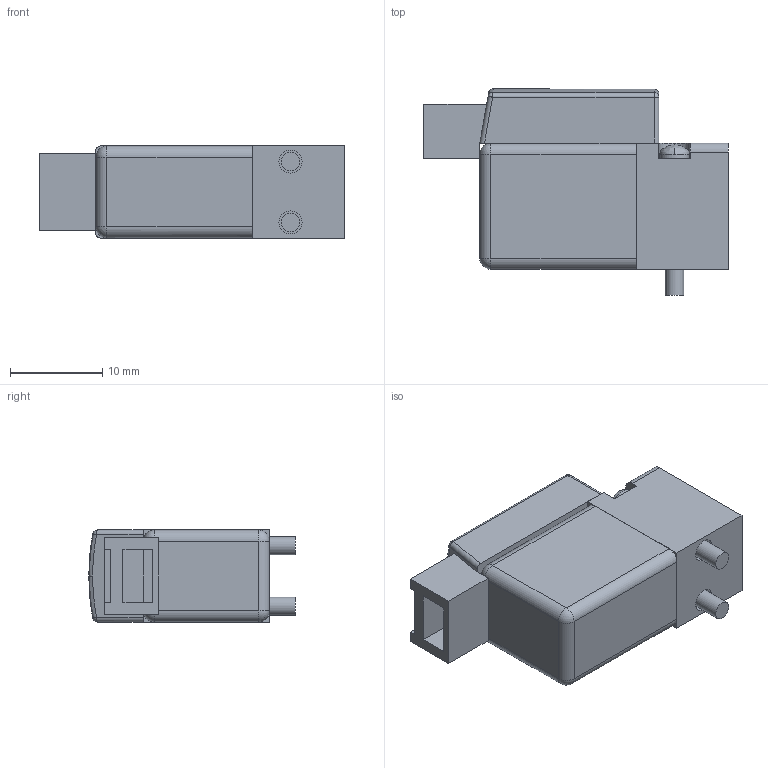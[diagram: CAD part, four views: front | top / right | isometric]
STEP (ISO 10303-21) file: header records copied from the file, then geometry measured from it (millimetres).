
FILE_DESCRIPTION(/* description */ (''),/* implementation_level */ '2;1');
FILE_NAME(/* name */ 'SYJ3120-SMO-M3-F.step_V100_V111-SMO.iam.step',/* time_stamp */ '2020-04-16T23:36:00-04:00',/* author */ ('Jordan'),/* organization */ (''),/* preprocessor_version */ 'ST-DEVELOPER v17',/* originating_system */ 'Autodesk Inventor 2019',/* authorisation */ '');
FILE_SCHEMA (('AUTOMOTIVE_DESIGN { 1 0 10303 214 3 1 1 }'));
Length unit declared in the file: millimetre
Products named in the file (3): SYJ3120-SMO-M3-F.step_V100_V111-SMO; SYJ3120-SMO-M3-F.step_V100_1; Cover
Assembly tree (2 placements, depth 2):
  SYJ3120-SMO-M3-F.step_V100_V111-SMO
    SYJ3120-SMO-M3-F.step_V100_1
    Cover
Bounding box: 33.1 x 22.4 x 10 mm (x, y, z)
Volume: 4880.2 mm3; surface area: 3186.4 mm2
Topology: 3 solids, 3 shells, 82 faces, 198 edges, 124 vertices
Faces by surface type: plane 42, cylinder 25, sphere 8, bspline 6, torus 1
Full cylindrical faces by diameter (mm): 2 x2, 2.5 x2, 3.2 x2
Entity records: 2529 total; most frequent: CARTESIAN_POINT 486, DIRECTION 432, ORIENTED_EDGE 386, EDGE_CURVE 193, AXIS2_PLACEMENT_3D 158, VERTEX_POINT 124, LINE 116, VECTOR 116
